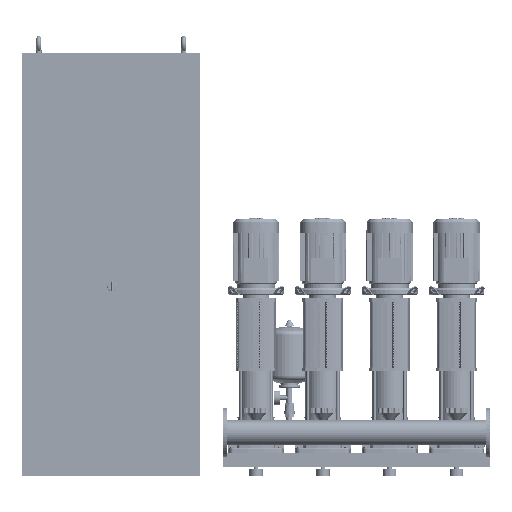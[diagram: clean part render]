
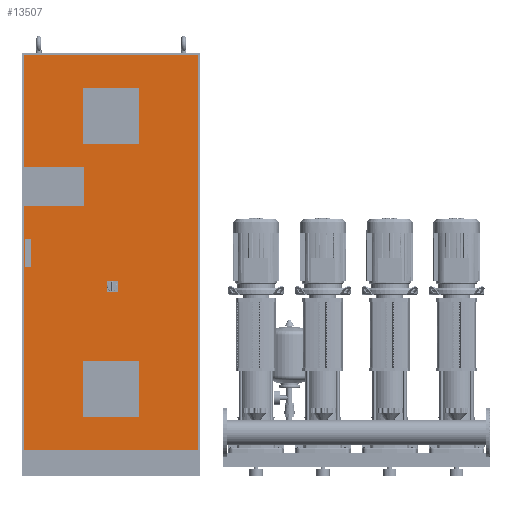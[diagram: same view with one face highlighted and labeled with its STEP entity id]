
A CAD part, front view. The second image highlights one B-rep face of the part: STEP entity #13507.
In plain terms, the highlighted planar face has unit normal (0, -1, 0).
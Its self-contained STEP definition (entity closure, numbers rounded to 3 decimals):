
#12625=CARTESIAN_POINT('',(-858.0,-262.5,940.0));
#12626=VERTEX_POINT('',#12625);
#12633=CARTESIAN_POINT('',(-858.0,-262.5,1065.0));
#12634=VERTEX_POINT('',#12633);
#12635=CARTESIAN_POINT('',(-858.0,-262.5,1065.0));
#12636=DIRECTION('',(0.0,0.0,-1.0));
#12637=VECTOR('',#12636,125.0);
#12638=LINE('',#12635,#12637);
#12639=EDGE_CURVE('',#12634,#12626,#12638,.T.);
#12663=CARTESIAN_POINT('',(-888.0,-262.5,940.0));
#12664=VERTEX_POINT('',#12663);
#12671=CARTESIAN_POINT('',(-858.0,-262.5,940.0));
#12672=DIRECTION('',(-1.0,0.0,0.0));
#12673=VECTOR('',#12672,30.0);
#12674=LINE('',#12671,#12673);
#12675=EDGE_CURVE('',#12626,#12664,#12674,.T.);
#12694=CARTESIAN_POINT('',(-888.0,-262.5,1065.0));
#12695=VERTEX_POINT('',#12694);
#12702=CARTESIAN_POINT('',(-888.0,-262.5,940.0));
#12703=DIRECTION('',(0.0,0.0,1.0));
#12704=VECTOR('',#12703,125.0);
#12705=LINE('',#12702,#12704);
#12706=EDGE_CURVE('',#12664,#12695,#12705,.T.);
#12724=CARTESIAN_POINT('',(-888.0,-262.5,1065.0));
#12725=DIRECTION('',(1.0,0.0,0.0));
#12726=VECTOR('',#12725,30.0);
#12727=LINE('',#12724,#12726);
#12728=EDGE_CURVE('',#12695,#12634,#12727,.T.);
#12791=CARTESIAN_POINT('',(-890.0,-262.5,1210.0));
#12792=VERTEX_POINT('',#12791);
#12809=CARTESIAN_POINT('',(-890.0,-262.5,115.0));
#12810=VERTEX_POINT('',#12809);
#12817=CARTESIAN_POINT('',(-890.0,-262.5,115.0));
#12818=DIRECTION('',(0.0,0.0,1.0));
#12819=VECTOR('',#12818,1095.0);
#12820=LINE('',#12817,#12819);
#12821=EDGE_CURVE('',#12810,#12792,#12820,.T.);
#12839=CARTESIAN_POINT('',(-620.0,-262.5,1385.0));
#12840=VERTEX_POINT('',#12839);
#12847=CARTESIAN_POINT('',(-890.0,-262.5,1385.0));
#12848=VERTEX_POINT('',#12847);
#12849=CARTESIAN_POINT('',(-890.0,-262.5,1385.0));
#12850=DIRECTION('',(1.0,0.0,0.0));
#12851=VECTOR('',#12850,270.0);
#12852=LINE('',#12849,#12851);
#12853=EDGE_CURVE('',#12848,#12840,#12852,.T.);
#12886=CARTESIAN_POINT('',(-620.0,-262.5,1210.0));
#12887=VERTEX_POINT('',#12886);
#12894=CARTESIAN_POINT('',(-620.0,-262.5,1385.0));
#12895=DIRECTION('',(0.0,0.0,-1.0));
#12896=VECTOR('',#12895,175.0);
#12897=LINE('',#12894,#12896);
#12898=EDGE_CURVE('',#12840,#12887,#12897,.T.);
#12923=CARTESIAN_POINT('',(-620.0,-262.5,1210.0));
#12924=DIRECTION('',(-1.0,0.0,0.0));
#12925=VECTOR('',#12924,270.0);
#12926=LINE('',#12923,#12925);
#12927=EDGE_CURVE('',#12887,#12792,#12926,.T.);
#12966=CARTESIAN_POINT('',(-375.,-262.5,1740.0));
#12967=VERTEX_POINT('',#12966);
#12974=CARTESIAN_POINT('',(-625.,-262.5,1740.0));
#12975=VERTEX_POINT('',#12974);
#12976=CARTESIAN_POINT('',(-625.,-262.5,1740.0));
#12977=DIRECTION('',(1.0,0.0,0.0));
#12978=VECTOR('',#12977,250.0);
#12979=LINE('',#12976,#12978);
#12980=EDGE_CURVE('',#12975,#12967,#12979,.T.);
#13004=CARTESIAN_POINT('',(-375.,-262.5,1490.0));
#13005=VERTEX_POINT('',#13004);
#13012=CARTESIAN_POINT('',(-375.,-262.5,1740.0));
#13013=DIRECTION('',(0.0,0.0,-1.0));
#13014=VECTOR('',#13013,250.0);
#13015=LINE('',#13012,#13014);
#13016=EDGE_CURVE('',#12967,#13005,#13015,.T.);
#13035=CARTESIAN_POINT('',(-625.0,-262.5,1490.0));
#13036=VERTEX_POINT('',#13035);
#13043=CARTESIAN_POINT('',(-375.,-262.5,1490.0));
#13044=DIRECTION('',(-1.0,0.0,0.0));
#13045=VECTOR('',#13044,250.);
#13046=LINE('',#13043,#13045);
#13047=EDGE_CURVE('',#13005,#13036,#13046,.T.);
#13065=CARTESIAN_POINT('',(-625.0,-262.5,1490.0));
#13066=DIRECTION('',(0.0,0.0,1.0));
#13067=VECTOR('',#13066,250.0);
#13068=LINE('',#13065,#13067);
#13069=EDGE_CURVE('',#13036,#12975,#13068,.T.);
#13102=CARTESIAN_POINT('',(-375.0,-262.5,265.0));
#13103=VERTEX_POINT('',#13102);
#13110=CARTESIAN_POINT('',(-375.0,-262.5,515.0));
#13111=VERTEX_POINT('',#13110);
#13112=CARTESIAN_POINT('',(-375.0,-262.5,515.0));
#13113=DIRECTION('',(0.0,0.0,-1.0));
#13114=VECTOR('',#13113,250.0);
#13115=LINE('',#13112,#13114);
#13116=EDGE_CURVE('',#13111,#13103,#13115,.T.);
#13140=CARTESIAN_POINT('',(-625.,-262.5,265.0));
#13141=VERTEX_POINT('',#13140);
#13148=CARTESIAN_POINT('',(-375.0,-262.5,265.0));
#13149=DIRECTION('',(-1.0,0.0,0.0));
#13150=VECTOR('',#13149,250.);
#13151=LINE('',#13148,#13150);
#13152=EDGE_CURVE('',#13103,#13141,#13151,.T.);
#13171=CARTESIAN_POINT('',(-625.0,-262.5,515.0));
#13172=VERTEX_POINT('',#13171);
#13179=CARTESIAN_POINT('',(-625.,-262.5,265.0));
#13180=DIRECTION('',(0.0,0.0,1.0));
#13181=VECTOR('',#13180,250.0);
#13182=LINE('',#13179,#13181);
#13183=EDGE_CURVE('',#13141,#13172,#13182,.T.);
#13201=CARTESIAN_POINT('',(-625.0,-262.5,515.0));
#13202=DIRECTION('',(1.0,0.0,0.0));
#13203=VECTOR('',#13202,250.0);
#13204=LINE('',#13201,#13203);
#13205=EDGE_CURVE('',#13172,#13111,#13204,.T.);
#13364=CARTESIAN_POINT('',(-110.,-262.5,1890.0));
#13365=VERTEX_POINT('',#13364);
#13366=CARTESIAN_POINT('',(-110.0,-262.5,115.0));
#13367=VERTEX_POINT('',#13366);
#13368=CARTESIAN_POINT('',(-110.,-262.5,1890.0));
#13369=DIRECTION('',(0.0,0.0,-1.0));
#13370=VECTOR('',#13369,1775.0);
#13371=LINE('',#13368,#13370);
#13372=EDGE_CURVE('',#13365,#13367,#13371,.T.);
#13404=CARTESIAN_POINT('',(-110.0,-262.5,115.0));
#13405=DIRECTION('',(-1.0,0.0,0.0));
#13406=VECTOR('',#13405,780.0);
#13407=LINE('',#13404,#13406);
#13408=EDGE_CURVE('',#13367,#12810,#13407,.T.);
#13427=CARTESIAN_POINT('',(-890.0,-262.5,1890.0));
#13428=VERTEX_POINT('',#13427);
#13429=CARTESIAN_POINT('',(-890.0,-262.5,1385.0));
#13430=DIRECTION('',(0.0,0.0,1.0));
#13431=VECTOR('',#13430,505.0);
#13432=LINE('',#13429,#13431);
#13433=EDGE_CURVE('',#12848,#13428,#13432,.T.);
#13457=CARTESIAN_POINT('',(-890.0,-262.5,1890.0));
#13458=DIRECTION('',(1.0,0.0,0.0));
#13459=VECTOR('',#13458,780.);
#13460=LINE('',#13457,#13459);
#13461=EDGE_CURVE('',#13428,#13365,#13460,.T.);
#13474=CARTESIAN_POINT('',(-500.,-262.5,1002.5));
#13475=DIRECTION('',(0.0,1.0,0.0));
#13476=DIRECTION('',(0.0,0.0,1.0));
#13477=AXIS2_PLACEMENT_3D('',#13474,#13475,#13476);
#13478=PLANE('',#13477);
#13479=ORIENTED_EDGE('',*,*,#12927,.T.);
#13480=ORIENTED_EDGE('',*,*,#12821,.F.);
#13481=ORIENTED_EDGE('',*,*,#13408,.F.);
#13482=ORIENTED_EDGE('',*,*,#13372,.F.);
#13483=ORIENTED_EDGE('',*,*,#13461,.F.);
#13484=ORIENTED_EDGE('',*,*,#13433,.F.);
#13485=ORIENTED_EDGE('',*,*,#12853,.T.);
#13486=ORIENTED_EDGE('',*,*,#12898,.T.);
#13487=EDGE_LOOP('',(#13479,#13480,#13481,#13482,#13483,#13484,#13485,#13486));
#13488=FACE_OUTER_BOUND('',#13487,.T.);
#13489=ORIENTED_EDGE('',*,*,#12639,.T.);
#13490=ORIENTED_EDGE('',*,*,#12675,.T.);
#13491=ORIENTED_EDGE('',*,*,#12706,.T.);
#13492=ORIENTED_EDGE('',*,*,#12728,.T.);
#13493=EDGE_LOOP('',(#13489,#13490,#13491,#13492));
#13494=FACE_BOUND('',#13493,.T.);
#13495=ORIENTED_EDGE('',*,*,#12980,.T.);
#13496=ORIENTED_EDGE('',*,*,#13016,.T.);
#13497=ORIENTED_EDGE('',*,*,#13047,.T.);
#13498=ORIENTED_EDGE('',*,*,#13069,.T.);
#13499=EDGE_LOOP('',(#13495,#13496,#13497,#13498));
#13500=FACE_BOUND('',#13499,.T.);
#13501=ORIENTED_EDGE('',*,*,#13116,.T.);
#13502=ORIENTED_EDGE('',*,*,#13152,.T.);
#13503=ORIENTED_EDGE('',*,*,#13183,.T.);
#13504=ORIENTED_EDGE('',*,*,#13205,.T.);
#13505=EDGE_LOOP('',(#13501,#13502,#13503,#13504));
#13506=FACE_BOUND('',#13505,.T.);
#13507=ADVANCED_FACE('',(#13488,#13494,#13500,#13506),#13478,.F.);
